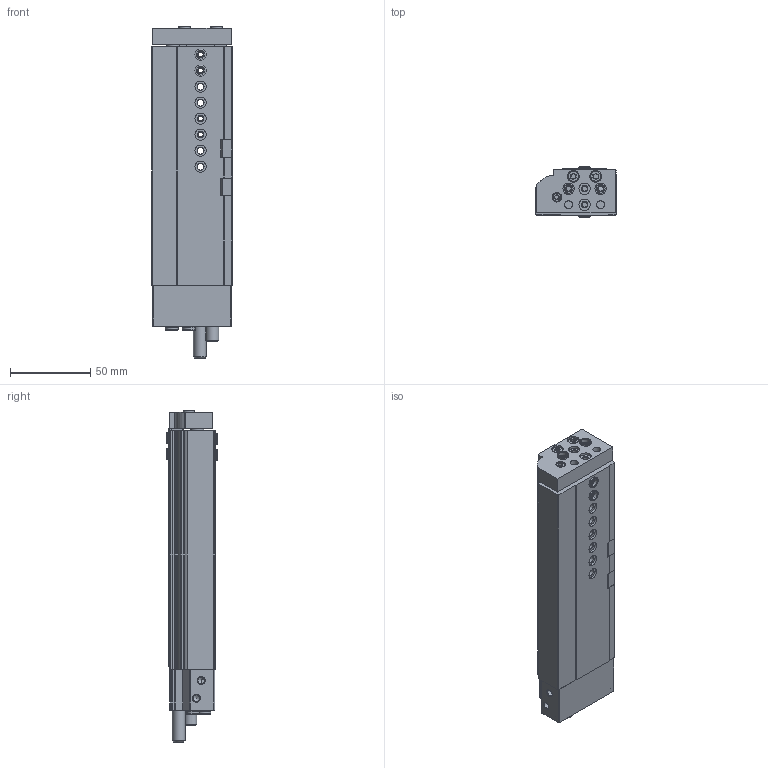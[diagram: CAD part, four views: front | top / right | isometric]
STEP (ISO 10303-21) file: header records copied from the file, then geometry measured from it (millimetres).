
FILE_DESCRIPTION(/* description */ ('STEP AP214'),/* implementation_level */ '2;1');
FILE_NAME(/* name */ '543954_DGSL-10-80-P1A',/* time_stamp */ '2024-08-16T00:20:09+02:00',/* author */ ('License CC BY-ND 4.0'),/* organization */ ('CADENAS'),/* preprocessor_version */ 'ST-DEVELOPER v19.3',/* originating_system */ 'PARTsolutions',/* authorisation */ ' ');
FILE_SCHEMA (('AUTOMOTIVE_DESIGN {1 0 10303 214 3 1 1}'));
Length unit declared in the file: millimetre
Products named in the file (8): 543954 DGSL-10-80-P1A---(0); DGSL-10---(80-0-0-20-zr); 548373 DYEF-M8-Y1F_P; 174308 B-M5-B; 686785 DGSL-10-AS; 686801 DGSL-10-AS; DGSL-10---(80-0-JP); 8146544 ZBH-7-B
Assembly tree (14 placements, depth 2):
  543954 DGSL-10-80-P1A---(0)
    DGSL-10---(80-0-0-20-zr)
    548373 DYEF-M8-Y1F_P  x2
    174308 B-M5-B  x2
    686785 DGSL-10-AS
    686801 DGSL-10-AS
    DGSL-10---(80-0-JP)
    8146544 ZBH-7-B  x6
Bounding box: 50 x 31.6 x 207.4 mm (x, y, z)
Volume: 201037.4 mm3; surface area: 74798.2 mm2
Topology: 14 solids, 14 shells, 708 faces, 1764 edges, 1151 vertices
Faces by surface type: plane 331, cylinder 287, cone 66, torus 24
Full cylindrical faces by diameter (mm): 2.459 x1, 3.242 x14, 4 x2, 4.134 x4, 4.3 x4, 4.459 x2, 4.8 x2, 5 x4, 5.5 x4, 6 x6, 6.917 x2, 7 x22, 7.2 x2, 7.5 x3, 8 x12, 8.08 x2, 8.2 x4, 12 x2
Entity records: 18751 total; most frequent: CARTESIAN_POINT 3269, DIRECTION 3267, ORIENTED_EDGE 2834, EDGE_CURVE 1417, AXIS2_PLACEMENT_3D 1253, VERTEX_POINT 1024, FACE_BOUND 905, EDGE_LOOP 897
